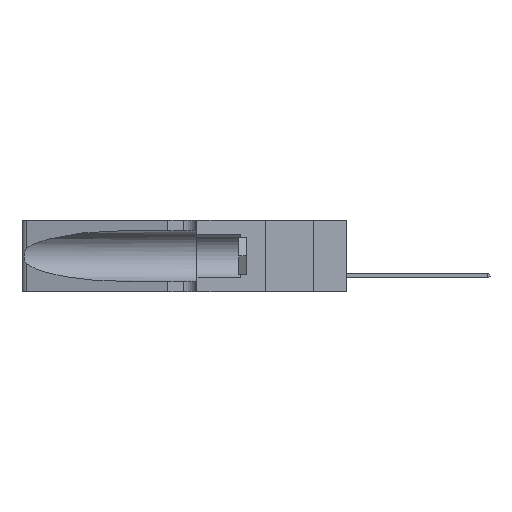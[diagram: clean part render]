
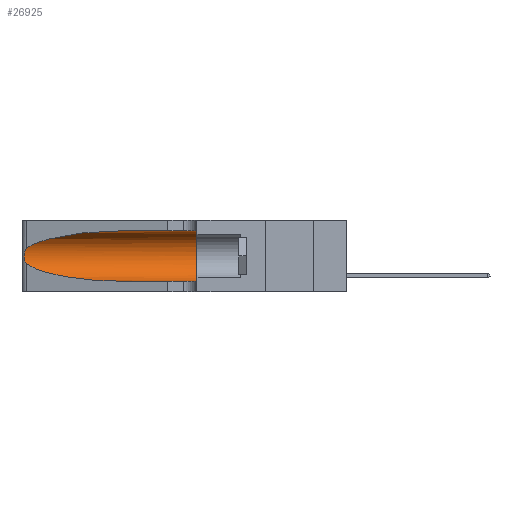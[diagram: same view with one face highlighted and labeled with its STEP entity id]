
A CAD part, left-side view. The second image highlights one B-rep face of the part: STEP entity #26925.
In plain terms, the highlighted cylindrical face has radius 3.308 mm (diameter 6.617 mm), a partial arc.
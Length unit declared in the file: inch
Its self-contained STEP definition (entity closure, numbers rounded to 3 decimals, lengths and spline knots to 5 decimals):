
#756 = LINE ( 'NONE', #17887, #46070 ) ;
#861 = EDGE_CURVE ( 'NONE', #18002, #46105, #8519, .T. ) ;
#1359 = VERTEX_POINT ( 'NONE', #31084 ) ;
#1440 = CARTESIAN_POINT ( 'NONE',  ( 0.1305, 0.35, 0.31525 ) ) ;
#2220 = ORIENTED_EDGE ( 'NONE', *, *, #7844, .T. ) ;
#3164 = CARTESIAN_POINT ( 'NONE',  ( 0.2373, 1.15595, 0.28018 ) ) ;
#6443 = CARTESIAN_POINT ( 'NONE',  ( 0.1305, 0.35, 0.185 ) ) ;
#6779 = AXIS2_PLACEMENT_3D ( 'NONE', #6443, #10106, #13327 ) ;
#7036 = CARTESIAN_POINT ( 'NONE',  ( 0.1305, 1.61858, 0.185 ) ) ;
#7134 = CARTESIAN_POINT ( 'NONE',  ( 0.26075, 1.23896, 0.19203 ) ) ;
#7276 =( BOUNDED_CURVE ( )  B_SPLINE_CURVE ( 3, ( #18186, #21862, #47516, #25562 ),
 .UNSPECIFIED., .F., .T. ) 
 B_SPLINE_CURVE_WITH_KNOTS ( ( 4, 4 ),
 ( 3.44316, 4.71239 ),
 .UNSPECIFIED. ) 
 CURVE ( )  GEOMETRIC_REPRESENTATION_ITEM ( )  RATIONAL_B_SPLINE_CURVE ( ( 1., 0.87, 0.87, 1. ) ) 
 REPRESENTATION_ITEM ( '' )  );
#7844 = EDGE_CURVE ( 'NONE', #41419, #11573, #20162, .T. ) ;
#8519 = CIRCLE ( 'NONE', #6779, 0.13025 ) ;
#10106 = DIRECTION ( 'NONE',  ( 0., 1., 0. ) ) ;
#11573 = VERTEX_POINT ( 'NONE', #45646 ) ;
#11924 = CARTESIAN_POINT ( 'NONE',  ( 0.25487, 1.22718, 0.14631 ) ) ;
#13327 = DIRECTION ( 'NONE',  ( 0., 0., 1. ) ) ;
#13699 = EDGE_CURVE ( 'NONE', #11573, #1359, #22258, .T. ) ;
#13917 = CARTESIAN_POINT ( 'NONE',  ( 0.1305, 0.72297, 0.31525 ) ) ;
#15188 = ORIENTED_EDGE ( 'NONE', *, *, #861, .F. ) ;
#16949 = EDGE_CURVE ( 'NONE', #41419, #18002, #756, .T. ) ;
#17856 = AXIS2_PLACEMENT_3D ( 'NONE', #7036, #28664, #20953 ) ;
#17887 = CARTESIAN_POINT ( 'NONE',  ( 0.1305, 1.61858, 0.31525 ) ) ;
#18002 = VERTEX_POINT ( 'NONE', #1440 ) ;
#18186 = CARTESIAN_POINT ( 'NONE',  ( 0.25487, 1.22718, 0.14631 ) ) ;
#18224 = FACE_OUTER_BOUND ( 'NONE', #34049, .T. ) ;
#18506 = CARTESIAN_POINT ( 'NONE',  ( 0.25789, 1.23486, 0.15765 ) ) ;
#19812 = VERTEX_POINT ( 'NONE', #28368 ) ;
#20162 =( BOUNDED_CURVE ( )  B_SPLINE_CURVE ( 3, ( #13917, #28672, #3164, #21124 ),
 .UNSPECIFIED., .F., .T. ) 
 B_SPLINE_CURVE_WITH_KNOTS ( ( 4, 4 ),
 ( 1.5708, 2.84003 ),
 .UNSPECIFIED. ) 
 CURVE ( )  GEOMETRIC_REPRESENTATION_ITEM ( )  RATIONAL_B_SPLINE_CURVE ( ( 1., 0.87, 0.87, 1. ) ) 
 REPRESENTATION_ITEM ( '' )  );
#20953 = DIRECTION ( 'NONE',  ( 0., 0., -1. ) ) ;
#21124 = CARTESIAN_POINT ( 'NONE',  ( 0.25487, 1.22718, 0.22369 ) ) ;
#21862 = CARTESIAN_POINT ( 'NONE',  ( 0.2373, 1.15595, 0.08982 ) ) ;
#22252 = VECTOR ( 'NONE', #31121, 39.37008 ) ;
#22258 = B_SPLINE_CURVE_WITH_KNOTS ( 'NONE', 3,
 ( #46732, #35823, #40311, #25730, #43839, #29415, #7134, #30388, #23004, #26523, #18506, #26853, #34038, #11924 ),
 .UNSPECIFIED., .F., .F.,
 ( 4, 2, 2, 2, 2, 2, 4 ),
 ( 0., 0.00027, 0.00053, 0.00107, 0.0016, 0.00187, 0.00214 ),
 .UNSPECIFIED. ) ;
#23004 = CARTESIAN_POINT ( 'NONE',  ( 0.26017, 1.23833, 0.17102 ) ) ;
#25562 = CARTESIAN_POINT ( 'NONE',  ( 0.1305, 0.72297, 0.05475 ) ) ;
#25730 = CARTESIAN_POINT ( 'NONE',  ( 0.25787, 1.23484, 0.2124 ) ) ;
#26523 = CARTESIAN_POINT ( 'NONE',  ( 0.25856, 1.23593, 0.16098 ) ) ;
#26853 = CARTESIAN_POINT ( 'NONE',  ( 0.25639, 1.23186, 0.15144 ) ) ;
#26925 = ADVANCED_FACE ( 'NONE', ( #18224 ), #33121, .F. ) ;
#28368 = CARTESIAN_POINT ( 'NONE',  ( 0.1305, 0.72297, 0.05475 ) ) ;
#28664 = DIRECTION ( 'NONE',  ( 0., -1., 0. ) ) ;
#28672 = CARTESIAN_POINT ( 'NONE',  ( 0.18966, 0.96281, 0.31525 ) ) ;
#29415 = CARTESIAN_POINT ( 'NONE',  ( 0.26018, 1.23835, 0.19895 ) ) ;
#30367 = ORIENTED_EDGE ( 'NONE', *, *, #13699, .T. ) ;
#30388 = CARTESIAN_POINT ( 'NONE',  ( 0.26075, 1.23896, 0.178 ) ) ;
#31084 = CARTESIAN_POINT ( 'NONE',  ( 0.25487, 1.22718, 0.14631 ) ) ;
#31121 = DIRECTION ( 'NONE',  ( 0., -1., 0. ) ) ;
#32636 = DIRECTION ( 'NONE',  ( 0., -1., 0. ) ) ;
#33121 = CYLINDRICAL_SURFACE ( 'NONE', #17856, 0.13025 ) ;
#34038 = CARTESIAN_POINT ( 'NONE',  ( 0.25555, 1.22993, 0.14849 ) ) ;
#34049 = EDGE_LOOP ( 'NONE', ( #2220, #30367, #38981, #47175, #15188, #46285 ) ) ;
#35823 = CARTESIAN_POINT ( 'NONE',  ( 0.25555, 1.22994, 0.2215 ) ) ;
#38329 = CARTESIAN_POINT ( 'NONE',  ( 0.1305, 0.72297, 0.31525 ) ) ;
#38416 = EDGE_CURVE ( 'NONE', #1359, #19812, #7276, .T. ) ;
#38981 = ORIENTED_EDGE ( 'NONE', *, *, #38416, .T. ) ;
#40311 = CARTESIAN_POINT ( 'NONE',  ( 0.25639, 1.23184, 0.21858 ) ) ;
#41419 = VERTEX_POINT ( 'NONE', #38329 ) ;
#41856 = CARTESIAN_POINT ( 'NONE',  ( 0.1305, 1.61858, 0.05475 ) ) ;
#43353 = EDGE_CURVE ( 'NONE', #19812, #46105, #44645, .T. ) ;
#43839 = CARTESIAN_POINT ( 'NONE',  ( 0.25854, 1.2359, 0.20912 ) ) ;
#44070 = CARTESIAN_POINT ( 'NONE',  ( 0.1305, 0.35, 0.05475 ) ) ;
#44645 = LINE ( 'NONE', #41856, #22252 ) ;
#45646 = CARTESIAN_POINT ( 'NONE',  ( 0.25487, 1.22718, 0.22369 ) ) ;
#46070 = VECTOR ( 'NONE', #32636, 39.37008 ) ;
#46105 = VERTEX_POINT ( 'NONE', #44070 ) ;
#46285 = ORIENTED_EDGE ( 'NONE', *, *, #16949, .F. ) ;
#46732 = CARTESIAN_POINT ( 'NONE',  ( 0.25487, 1.22718, 0.22369 ) ) ;
#47175 = ORIENTED_EDGE ( 'NONE', *, *, #43353, .T. ) ;
#47516 = CARTESIAN_POINT ( 'NONE',  ( 0.18966, 0.96281, 0.05475 ) ) ;
